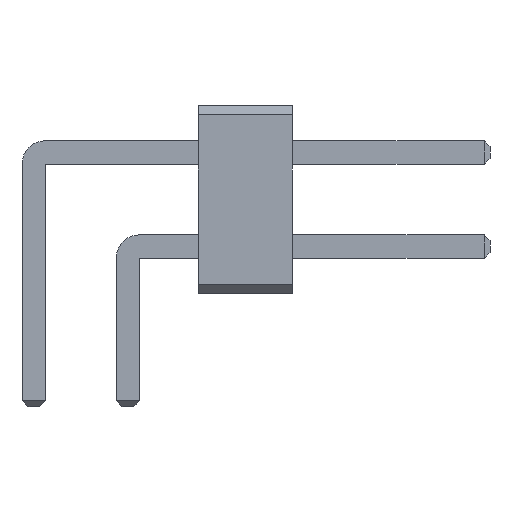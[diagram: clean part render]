
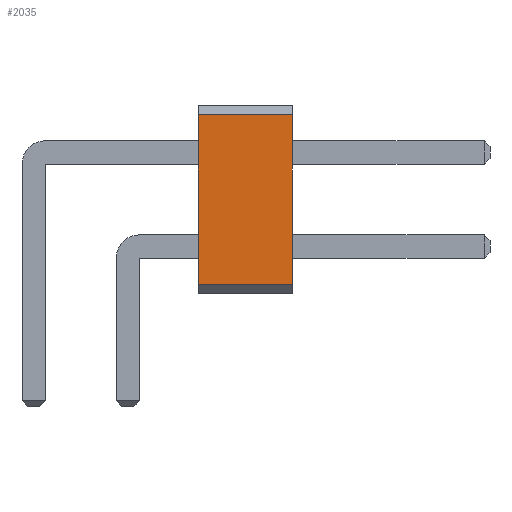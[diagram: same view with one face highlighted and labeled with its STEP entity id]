
A CAD part, front view. The second image highlights one B-rep face of the part: STEP entity #2035.
In plain terms, the highlighted planar face has unit normal (0, -1, 0).
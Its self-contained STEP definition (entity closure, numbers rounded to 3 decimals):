
#13=DIRECTION('',(0.,0.,1.));
#27=VECTOR('',#28,1.);
#28=DIRECTION('',(1.,0.,0.));
#57=DIRECTION('',(0.,-1.,0.));
#2022=VERTEX_POINT('',#2023);
#2023=CARTESIAN_POINT('',(5.5,-69.,0.2));
#2026=EDGE_CURVE('',#2027,#2022,#2029,.T.);
#2027=VERTEX_POINT('',#2028);
#2028=CARTESIAN_POINT('',(3.5,-69.,0.2));
#2029=LINE('',#2028,#27);
#2035=ADVANCED_FACE('',(#2036),#2053,.T.);
#2036=FACE_BOUND('',#2037,.T.);
#2037=EDGE_LOOP('',(#2038,#2039,#2045,#2050));
#2038=ORIENTED_EDGE('',*,*,#2026,.T.);
#2039=ORIENTED_EDGE('',*,*,#2040,.T.);
#2040=EDGE_CURVE('',#2022,#2041,#2043,.T.);
#2041=VERTEX_POINT('',#2042);
#2042=CARTESIAN_POINT('',(5.5,-69.,3.8));
#2043=LINE('',#2023,#2044);
#2044=VECTOR('',#13,1.);
#2045=ORIENTED_EDGE('',*,*,#2046,.F.);
#2046=EDGE_CURVE('',#2047,#2041,#2049,.T.);
#2047=VERTEX_POINT('',#2048);
#2048=CARTESIAN_POINT('',(3.5,-69.,3.8));
#2049=LINE('',#2048,#27);
#2050=ORIENTED_EDGE('',*,*,#2051,.F.);
#2051=EDGE_CURVE('',#2027,#2047,#2052,.T.);
#2052=LINE('',#2028,#2044);
#2053=PLANE('',#2054);
#2054=AXIS2_PLACEMENT_3D('',#2028,#57,#13);
